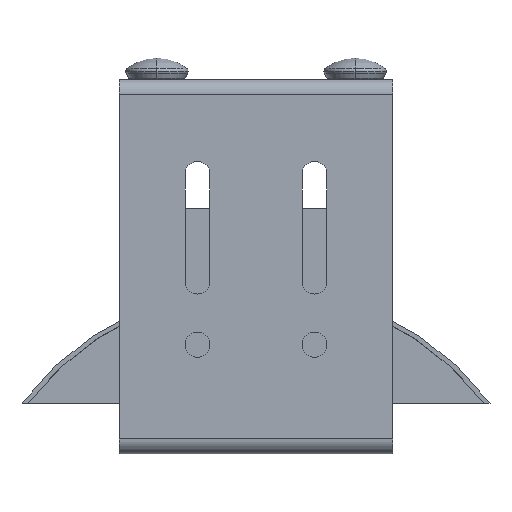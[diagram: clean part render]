
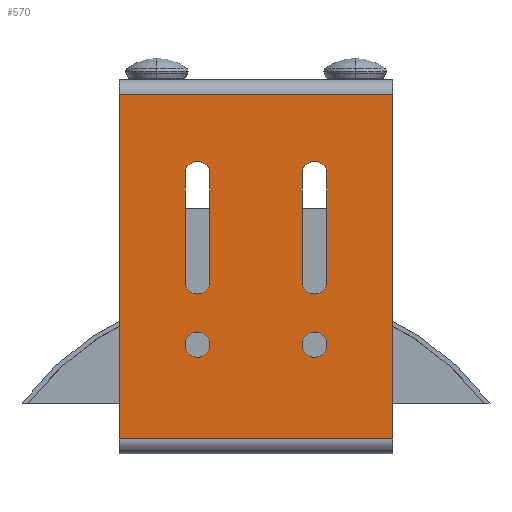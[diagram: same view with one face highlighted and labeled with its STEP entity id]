
A CAD part, left-side view. The second image highlights one B-rep face of the part: STEP entity #570.
In plain terms, the highlighted planar face has unit normal (-1, 0, 0).
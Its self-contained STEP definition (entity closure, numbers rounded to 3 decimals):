
#570=ADVANCED_FACE('',(#1362,#1363,#1364,#1365,#1366),#1367,.T.);
#1362=FACE_BOUND('',#2406,.T.);
#1363=FACE_BOUND('',#2407,.T.);
#1364=FACE_BOUND('',#2408,.T.);
#1365=FACE_BOUND('',#2409,.T.);
#1366=FACE_OUTER_BOUND('',#2410,.T.);
#1367=PLANE('',#2411);
#2406=EDGE_LOOP('',(#3978,#3979,#3980,#3981));
#2407=EDGE_LOOP('',(#3982,#3983,#3984,#3985));
#2408=EDGE_LOOP('',(#3986,#3987));
#2409=EDGE_LOOP('',(#3988,#3989));
#2410=EDGE_LOOP('',(#3990,#3991,#3992,#3993));
#2411=AXIS2_PLACEMENT_3D('',#3994,#3995,#3996);
#3978=ORIENTED_EDGE('',*,*,#5925,.T.);
#3979=ORIENTED_EDGE('',*,*,#6084,.T.);
#3980=ORIENTED_EDGE('',*,*,#5930,.T.);
#3981=ORIENTED_EDGE('',*,*,#6081,.T.);
#3982=ORIENTED_EDGE('',*,*,#5915,.T.);
#3983=ORIENTED_EDGE('',*,*,#6090,.T.);
#3984=ORIENTED_EDGE('',*,*,#5920,.T.);
#3985=ORIENTED_EDGE('',*,*,#6087,.T.);
#3986=ORIENTED_EDGE('',*,*,#6106,.T.);
#3987=ORIENTED_EDGE('',*,*,#5880,.T.);
#3988=ORIENTED_EDGE('',*,*,#6109,.T.);
#3989=ORIENTED_EDGE('',*,*,#5875,.T.);
#3990=ORIENTED_EDGE('',*,*,#6150,.T.);
#3991=ORIENTED_EDGE('',*,*,#6151,.F.);
#3992=ORIENTED_EDGE('',*,*,#6121,.F.);
#3993=ORIENTED_EDGE('',*,*,#6148,.T.);
#3994=CARTESIAN_POINT('',(0.0,35.0,48.));
#3995=DIRECTION('',(-1.0,0.0,0.0));
#3996=DIRECTION('',(0.0,0.0,-1.0));
#5875=EDGE_CURVE('',#6966,#6963,#6967,.T.);
#5880=EDGE_CURVE('',#6975,#6972,#6976,.T.);
#5915=EDGE_CURVE('',#7038,#7035,#7039,.T.);
#5920=EDGE_CURVE('',#7047,#7044,#7048,.T.);
#5925=EDGE_CURVE('',#7056,#7053,#7057,.T.);
#5930=EDGE_CURVE('',#7065,#7062,#7066,.T.);
#6081=EDGE_CURVE('',#7062,#7056,#7275,.T.);
#6084=EDGE_CURVE('',#7053,#7065,#7278,.T.);
#6087=EDGE_CURVE('',#7044,#7038,#7281,.T.);
#6090=EDGE_CURVE('',#7035,#7047,#7284,.T.);
#6106=EDGE_CURVE('',#6972,#6975,#7300,.T.);
#6109=EDGE_CURVE('',#6963,#6966,#7303,.T.);
#6121=EDGE_CURVE('',#7323,#7324,#7325,.T.);
#6148=EDGE_CURVE('',#7323,#7362,#7364,.T.);
#6150=EDGE_CURVE('',#7362,#7366,#7367,.T.);
#6151=EDGE_CURVE('',#7324,#7366,#7368,.T.);
#6963=VERTEX_POINT('',#8477);
#6966=VERTEX_POINT('',#8481);
#6967=CIRCLE('',#8482,3.2);
#6972=VERTEX_POINT('',#8488);
#6975=VERTEX_POINT('',#8492);
#6976=CIRCLE('',#8493,3.2);
#7035=VERTEX_POINT('',#8565);
#7038=VERTEX_POINT('',#8569);
#7039=CIRCLE('',#8570,3.2);
#7044=VERTEX_POINT('',#8576);
#7047=VERTEX_POINT('',#8580);
#7048=CIRCLE('',#8581,3.2);
#7053=VERTEX_POINT('',#8587);
#7056=VERTEX_POINT('',#8591);
#7057=CIRCLE('',#8592,3.2);
#7062=VERTEX_POINT('',#8598);
#7065=VERTEX_POINT('',#8602);
#7066=CIRCLE('',#8603,3.2);
#7275=LINE('',#8842,#8843);
#7278=LINE('',#8847,#8848);
#7281=LINE('',#8852,#8853);
#7284=LINE('',#8857,#8858);
#7300=CIRCLE('',#8875,3.2);
#7303=CIRCLE('',#8878,3.2);
#7323=VERTEX_POINT('',#8902);
#7324=VERTEX_POINT('',#8903);
#7325=LINE('',#8904,#8905);
#7362=VERTEX_POINT('',#8956);
#7364=LINE('',#8958,#8959);
#7366=VERTEX_POINT('',#8961);
#7367=LINE('',#8962,#8963);
#7368=LINE('',#8964,#8965);
#8477=CARTESIAN_POINT('',(0.0,-15.0,24.8));
#8481=CARTESIAN_POINT('',(0.0,-15.0,31.2));
#8482=AXIS2_PLACEMENT_3D('',#10320,#10321,#10322);
#8488=CARTESIAN_POINT('',(0.0,15.0,24.8));
#8492=CARTESIAN_POINT('',(0.0,15.0,31.2));
#8493=AXIS2_PLACEMENT_3D('',#10328,#10329,#10330);
#8565=CARTESIAN_POINT('',(0.0,-18.2,71.8));
#8569=CARTESIAN_POINT('',(0.0,-11.8,71.8));
#8570=AXIS2_PLACEMENT_3D('',#10384,#10385,#10386);
#8576=CARTESIAN_POINT('',(0.0,-11.8,44.2));
#8580=CARTESIAN_POINT('',(0.0,-18.2,44.2));
#8581=AXIS2_PLACEMENT_3D('',#10392,#10393,#10394);
#8587=CARTESIAN_POINT('',(0.0,11.8,71.8));
#8591=CARTESIAN_POINT('',(0.0,18.2,71.8));
#8592=AXIS2_PLACEMENT_3D('',#10400,#10401,#10402);
#8598=CARTESIAN_POINT('',(0.0,18.2,44.2));
#8602=CARTESIAN_POINT('',(0.0,11.8,44.2));
#8603=AXIS2_PLACEMENT_3D('',#10408,#10409,#10410);
#8842=CARTESIAN_POINT('',(0.0,18.2,53.));
#8843=VECTOR('',#10660,1.0);
#8847=CARTESIAN_POINT('',(0.0,11.8,56.45));
#8848=VECTOR('',#10662,1.0);
#8852=CARTESIAN_POINT('',(0.0,-11.8,53.));
#8853=VECTOR('',#10664,1.0);
#8857=CARTESIAN_POINT('',(0.0,-18.2,56.45));
#8858=VECTOR('',#10666,1.0);
#8875=AXIS2_PLACEMENT_3D('',#10689,#10690,#10691);
#8878=AXIS2_PLACEMENT_3D('',#10695,#10696,#10697);
#8902=CARTESIAN_POINT('',(0.,35.0,3.84));
#8903=CARTESIAN_POINT('',(0.0,35.0,92.16));
#8904=CARTESIAN_POINT('',(0.0,35.0,3.84));
#8905=VECTOR('',#10714,1.0);
#8956=CARTESIAN_POINT('',(0.,-35.0,3.84));
#8958=CARTESIAN_POINT('',(0.,35.0,3.84));
#8959=VECTOR('',#10750,1.0);
#8961=CARTESIAN_POINT('',(0.0,-35.0,92.16));
#8962=CARTESIAN_POINT('',(0.0,-35.0,3.84));
#8963=VECTOR('',#10751,1.0);
#8964=CARTESIAN_POINT('',(0.0,35.0,92.16));
#8965=VECTOR('',#10752,1.0);
#10320=CARTESIAN_POINT('',(0.0,-15.0,28.0));
#10321=DIRECTION('',(1.0,-0.0,0.0));
#10322=DIRECTION('',(0.0,0.0,-1.0));
#10328=CARTESIAN_POINT('',(0.0,15.0,28.0));
#10329=DIRECTION('',(1.0,-0.0,0.0));
#10330=DIRECTION('',(0.0,0.0,-1.0));
#10384=CARTESIAN_POINT('',(0.0,-15.0,71.8));
#10385=DIRECTION('',(1.0,-0.0,0.0));
#10386=DIRECTION('',(0.0,1.,0.));
#10392=CARTESIAN_POINT('',(0.0,-15.0,44.2));
#10393=DIRECTION('',(1.0,0.0,-0.0));
#10394=DIRECTION('',(0.0,-1.,0.));
#10400=CARTESIAN_POINT('',(0.0,15.0,71.8));
#10401=DIRECTION('',(1.0,-0.0,0.0));
#10402=DIRECTION('',(0.0,1.,0.));
#10408=CARTESIAN_POINT('',(0.0,15.0,44.2));
#10409=DIRECTION('',(1.0,0.0,-0.0));
#10410=DIRECTION('',(0.0,-1.,0.));
#10660=DIRECTION('',(0.0,-0.0,1.0));
#10662=DIRECTION('',(-0.0,-0.0,-1.0));
#10664=DIRECTION('',(0.0,-0.0,1.0));
#10666=DIRECTION('',(-0.0,-0.0,-1.0));
#10689=CARTESIAN_POINT('',(0.0,15.0,28.0));
#10690=DIRECTION('',(1.0,-0.0,0.0));
#10691=DIRECTION('',(0.0,0.0,-1.0));
#10695=CARTESIAN_POINT('',(0.0,-15.0,28.0));
#10696=DIRECTION('',(1.0,-0.0,0.0));
#10697=DIRECTION('',(0.0,0.0,-1.0));
#10714=DIRECTION('',(0.0,0.0,1.0));
#10750=DIRECTION('',(0.0,-1.0,0.0));
#10751=DIRECTION('',(0.0,0.0,1.0));
#10752=DIRECTION('',(0.0,-1.0,0.0));
